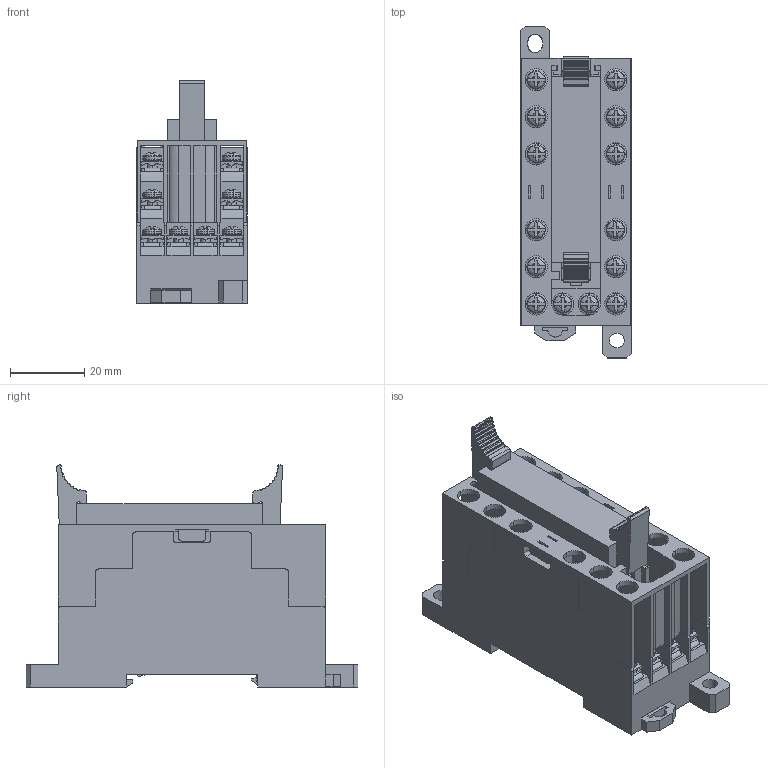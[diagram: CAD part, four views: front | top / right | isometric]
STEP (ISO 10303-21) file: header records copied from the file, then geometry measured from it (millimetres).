
FILE_DESCRIPTION(('CATIA V5 STEP Exchange','CAx-IF Rec.Pracs.--- Model Styling and Organization---1.4--- 2014-01-23'),'2;1');
FILE_NAME ('D1472442_4', '2024-02-13T12:34:43+00:00', ('none'), ('Weidmueller'), 'CATIA Version 5-6 Release 2016 SP3 HF44', 'CATIA V5 STEP AP214', 'none');
FILE_SCHEMA(('AUTOMOTIVE_DESIGN { 1 0 10303 214 1 1 1 1 }'));
Products named in the file (1): S3D_FSKIT_24VDC_3NO3NC_4NO2NC_FG_LD_AGNSO_AU 
Bounding box: 29.8 x 89.4 x 59.8 mm (x, y, z)
Volume: 77675 mm3; surface area: 31736.9 mm2
Topology: 1 solids, 1 shells, 1829 faces, 5222 edges, 3376 vertices
Faces by surface type: plane 1205, extrusion 309, cylinder 175, torus 112, cone 28
Entity records: 61561 total; most frequent: CARTESIAN_POINT 17333, ORIENTED_EDGE 10444, DIRECTION 5904, EDGE_CURVE 5222, VECTOR 3678, VERTEX_POINT 3376, LINE 3369, EDGE_LOOP 1912
